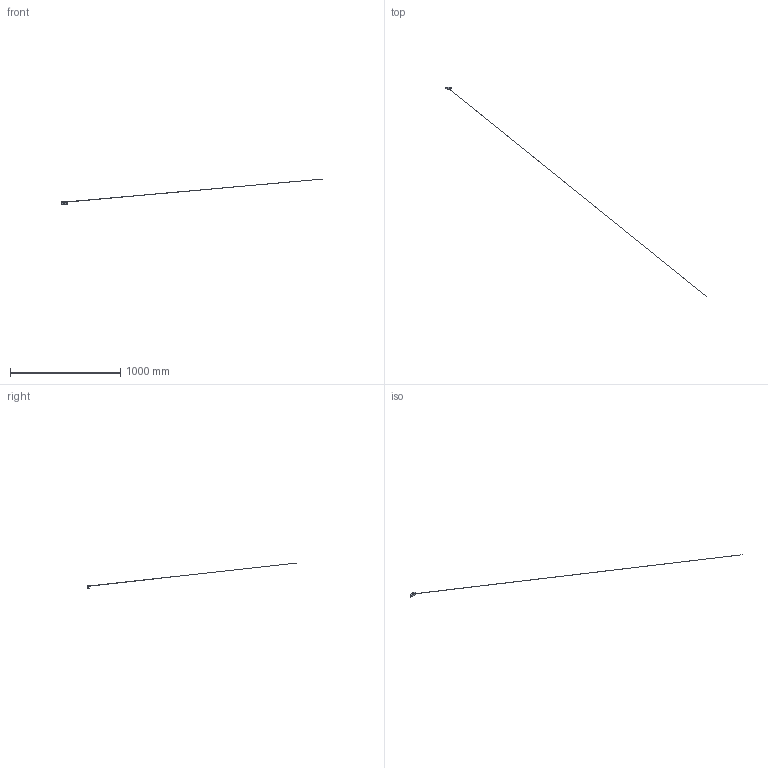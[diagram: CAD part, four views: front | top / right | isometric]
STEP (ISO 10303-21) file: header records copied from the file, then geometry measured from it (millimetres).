
FILE_DESCRIPTION(/* description */ (''),/* implementation_level */ '2;1');
FILE_NAME(/* name */ 'short tube c.step',/* time_stamp */ '2018-06-01T20:18:42-04:00',/* author */ (''),/* organization */ (''),/* preprocessor_version */ 'ST-DEVELOPER v17',/* originating_system */ 'Autodesk Translation Framework v7.1.0.215',/* authorisation */ '');
FILE_SCHEMA (('AUTOMOTIVE_DESIGN { 1 0 10303 214 3 1 1 }'));
Length unit declared in the file: millimetre
Products named in the file (1): Component29(Mirror)
Bounding box: 2365.81 x 1899.62 x 235.26 mm (x, y, z)
Volume: 14121.8 mm3; surface area: 6318.3 mm2
Topology: 1 solids, 1 shells, 51 faces, 125 edges, 78 vertices
Faces by surface type: plane 33, cylinder 10, torus 4, cone 4
Full cylindrical faces by diameter (mm): 5.8 x2
Entity records: 1594 total; most frequent: CARTESIAN_POINT 323, DIRECTION 263, ORIENTED_EDGE 250, EDGE_CURVE 125, AXIS2_PLACEMENT_3D 90, LINE 83, VECTOR 83, VERTEX_POINT 78
